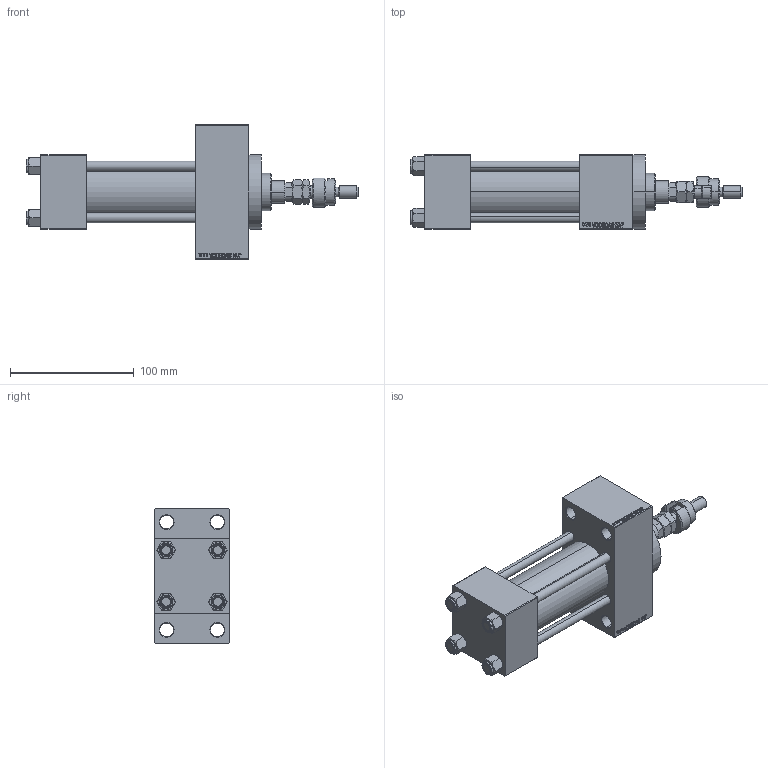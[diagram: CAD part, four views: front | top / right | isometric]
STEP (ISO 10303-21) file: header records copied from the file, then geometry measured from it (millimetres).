
FILE_DESCRIPTION (( 'STEP AP203' ), '1' );
FILE_NAME ('2555.STEP', '2025-03-25T12:26:25', ( '' ), ( '' ), 'SwSTEP 2.0', 'SolidWorks 2019', '' );
FILE_SCHEMA (( 'CONFIG_CONTROL_DESIGN' ));
Length unit declared in the file: millimetre
Products named in the file (9): 2555; V215CR_VCP_D a90f0627fba1470ae27edb023669c16c; V215CR_D_TYCINKA a90f0627fba1470ae27edb023669c16c; NUT_M5_D a90f0627fba1470ae27edb023669c16c; V215_VC_A a90f0627fba1470ae27edb023669c16c; V215CR_D_Body a90f0627fba1470ae27edb023669c16c; FEMALE_PART_FOR_DFA a90f0627fba1470ae27edb023669c16c; MFA a90f0627fba1470ae27edb023669c16c; DFA a90f0627fba1470ae27edb023669c16c
Assembly tree (14 placements, depth 3):
  2555
    V215CR_D_Body a90f0627fba1470ae27edb023669c16c
    V215CR_VCP_D a90f0627fba1470ae27edb023669c16c
    NUT_M5_D a90f0627fba1470ae27edb023669c16c  x4
    V215CR_D_TYCINKA a90f0627fba1470ae27edb023669c16c  x4
    V215_VC_A a90f0627fba1470ae27edb023669c16c
    DFA a90f0627fba1470ae27edb023669c16c
      FEMALE_PART_FOR_DFA a90f0627fba1470ae27edb023669c16c
      MFA a90f0627fba1470ae27edb023669c16c
Bounding box: 268 x 60 x 109 mm (x, y, z)
Volume: 555384.5 mm3; surface area: 139529.8 mm2
Topology: 13 solids, 13 shells, 1190 faces, 2938 edges, 1887 vertices
Faces by surface type: plane 526, bspline 368, cone 182, cylinder 102, torus 12
Entity records: 50068 total; most frequent: CARTESIAN_POINT 25783, ORIENTED_EDGE 5368, DIRECTION 3582, EDGE_CURVE 2684, VERTEX_POINT 1743, VECTOR 1564, LINE 1564, EDGE_LOOP 1203
